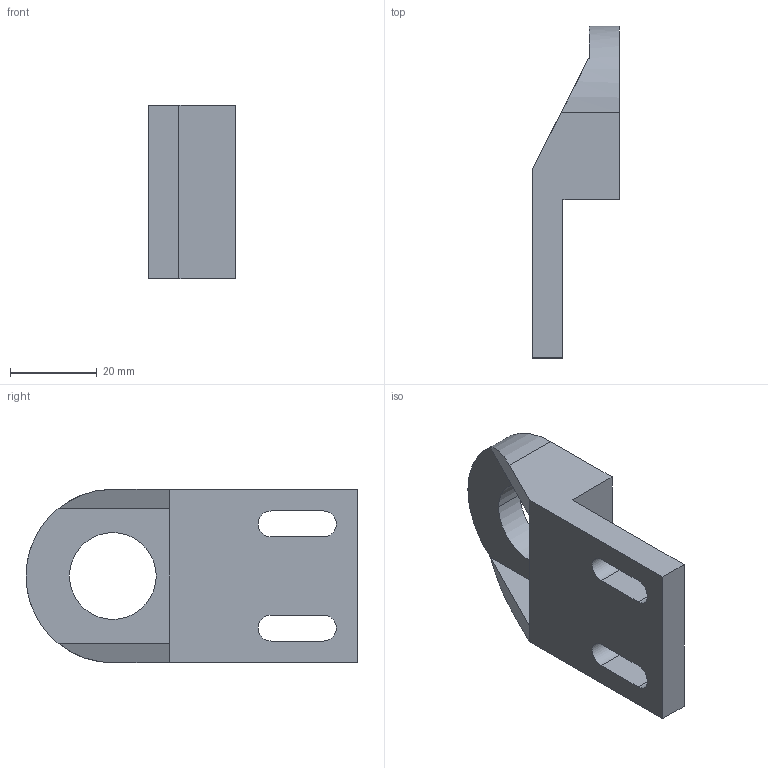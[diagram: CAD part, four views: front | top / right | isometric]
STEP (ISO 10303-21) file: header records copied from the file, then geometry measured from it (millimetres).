
FILE_DESCRIPTION (( 'STEP AP203' ), '1' );
FILE_NAME ('084.522.001.STEP', '2013-01-28T10:36:53', ( 'Alusic' ), ( 'Alusic' ), 'SwSTEP 2.0', 'SolidWorks 2011', '' );
FILE_SCHEMA (( 'CONFIG_CONTROL_DESIGN' ));
Length unit declared in the file: millimetre
Products named in the file (1): 084.522.001
Bounding box: 20 x 76.5 x 40 mm (x, y, z)
Volume: 21698.9 mm3; surface area: 9096.1 mm2
Topology: 1 solids, 1 shells, 25 faces, 67 edges, 44 vertices
Faces by surface type: plane 17, cylinder 8
Entity records: 870 total; most frequent: CARTESIAN_POINT 143, ORIENTED_EDGE 134, DIRECTION 133, EDGE_CURVE 67, VECTOR 49, LINE 49, VERTEX_POINT 44, AXIS2_PLACEMENT_3D 42
